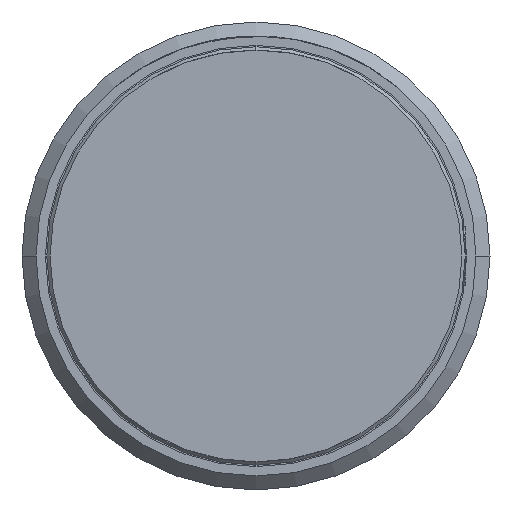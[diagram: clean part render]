
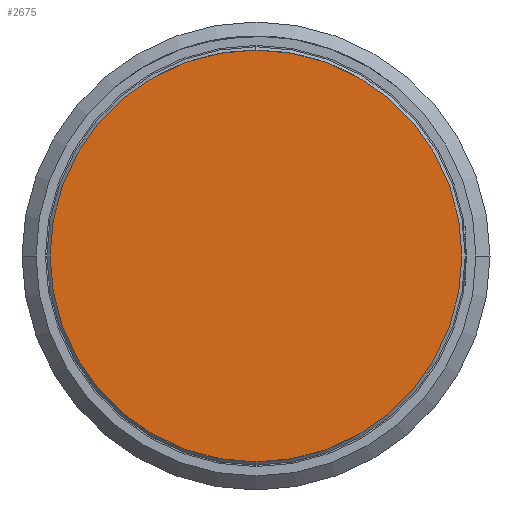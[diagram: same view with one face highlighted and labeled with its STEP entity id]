
A CAD part, front view. The second image highlights one B-rep face of the part: STEP entity #2675.
In plain terms, the highlighted planar face has unit normal (0, -1, 0).
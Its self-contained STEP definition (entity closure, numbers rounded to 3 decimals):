
#213 = AXIS2_PLACEMENT_3D ( 'NONE', #2490, #3423, #1767 ) ;
#503 = AXIS2_PLACEMENT_3D ( 'NONE', #4192, #543, #1819 ) ;
#543 = DIRECTION ( 'NONE',  ( 0., 1., 0. ) ) ;
#576 = CARTESIAN_POINT ( 'NONE',  ( 0., 0., 0. ) ) ;
#939 = VERTEX_POINT ( 'NONE', #2808 ) ;
#992 = ORIENTED_EDGE ( 'NONE', *, *, #2620, .T. ) ;
#1069 = EDGE_LOOP ( 'NONE', ( #992, #1917 ) ) ;
#1078 = CIRCLE ( 'NONE', #213, 2.2 ) ;
#1663 = FACE_OUTER_BOUND ( 'NONE', #1069, .T. ) ;
#1767 = DIRECTION ( 'NONE',  ( -1., 0., 0. ) ) ;
#1819 = DIRECTION ( 'NONE',  ( 1., 0., 0. ) ) ;
#1917 = ORIENTED_EDGE ( 'NONE', *, *, #3127, .T. ) ;
#2170 = DIRECTION ( 'NONE',  ( -1., 0., 0. ) ) ;
#2490 = CARTESIAN_POINT ( 'NONE',  ( 0., 0., 0. ) ) ;
#2495 = PLANE ( 'NONE',  #503 ) ;
#2620 = EDGE_CURVE ( 'Defeature ausgef�hrt1_8+Defeature ausgef�hrt1_15+Defeature ausgef�hrt1_15+Defeature ausgef�hrt1_15', #3096, #939, #2638, .T. ) ;
#2638 = CIRCLE ( 'NONE', #3361, 2.2 ) ;
#2675 = ADVANCED_FACE ( 'Defeature ausgef�hrt1_8', ( #1663 ), #2495, .F. ) ;
#2808 = CARTESIAN_POINT ( 'NONE',  ( 2.2, 0., 0. ) ) ;
#2841 = DIRECTION ( 'NONE',  ( 0., -1., 0. ) ) ;
#3096 = VERTEX_POINT ( 'NONE', #3752 ) ;
#3127 = EDGE_CURVE ( 'Defeature ausgef�hrt1_8+Defeature ausgef�hrt1_15+Defeature ausgef�hrt1_15+Defeature ausgef�hrt1_15', #939, #3096, #1078, .T. ) ;
#3361 = AXIS2_PLACEMENT_3D ( 'NONE', #576, #2841, #2170 ) ;
#3423 = DIRECTION ( 'NONE',  ( 0., -1., 0. ) ) ;
#3752 = CARTESIAN_POINT ( 'NONE',  ( -2.2, 0., 0. ) ) ;
#4192 = CARTESIAN_POINT ( 'NONE',  ( 0., 0., -1.9 ) ) ;
